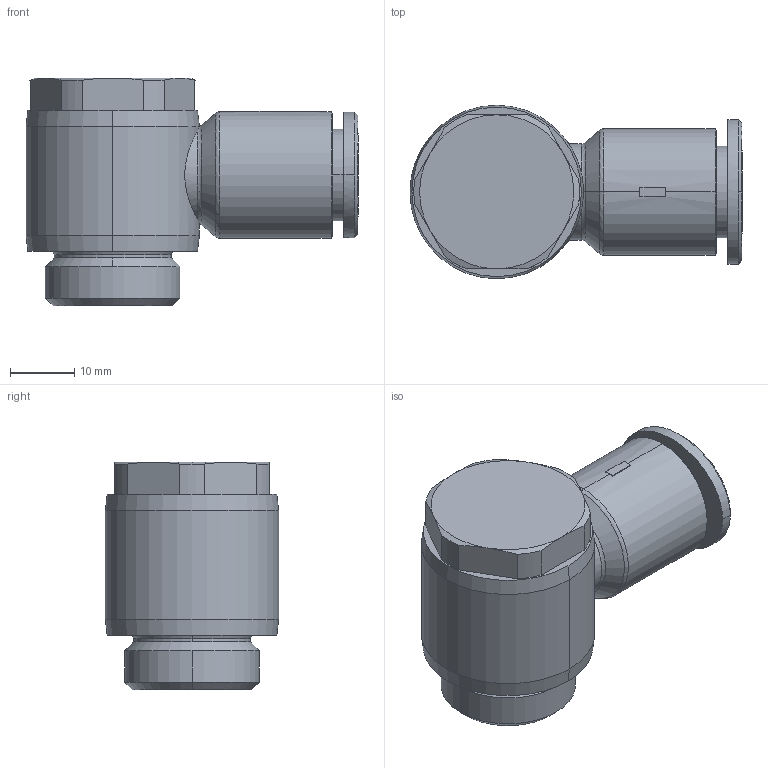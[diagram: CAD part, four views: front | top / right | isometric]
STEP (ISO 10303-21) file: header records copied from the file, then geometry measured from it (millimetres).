
FILE_DESCRIPTION (( 'STEP AP214' ), '1' );
FILE_NAME ('PH12-G04.stp', '2015-08-28T10:25:48', ( '' ), ( '' ), 'SwSTEP 2.0', 'SolidWorks 2015', '' );
FILE_SCHEMA (( 'AUTOMOTIVE_DESIGN' ));
Length unit declared in the file: millimetre
Products named in the file (2): ｦ+ﾃｦ1; PH12-G04
Assembly tree (1 placements, depth 2):
  PH12-G04
    ｦ+ﾃｦ1
Bounding box: 51.7 x 27 x 35.5 mm (x, y, z)
Volume: 18189.7 mm3; surface area: 11021.8 mm2
Topology: 1 solids, 1 shells, 425 faces, 1183 edges, 777 vertices
Faces by surface type: plane 353, cone 32, cylinder 27, bspline 11, torus 2
Entity records: 15032 total; most frequent: CARTESIAN_POINT 3339, ORIENTED_EDGE 2362, DIRECTION 2073, EDGE_CURVE 1181, LINE 1045, VECTOR 1045, VERTEX_POINT 777, AXIS2_PLACEMENT_3D 514
